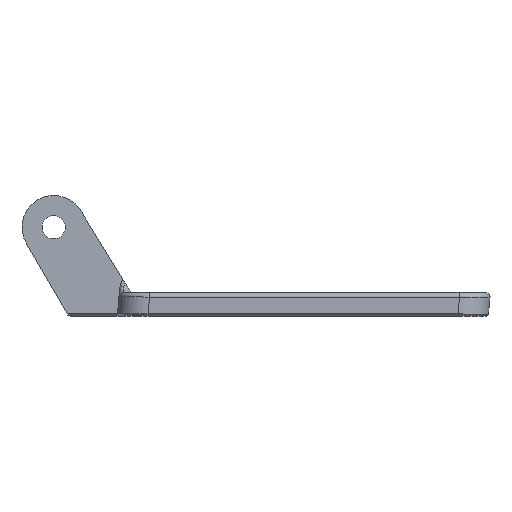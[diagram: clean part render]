
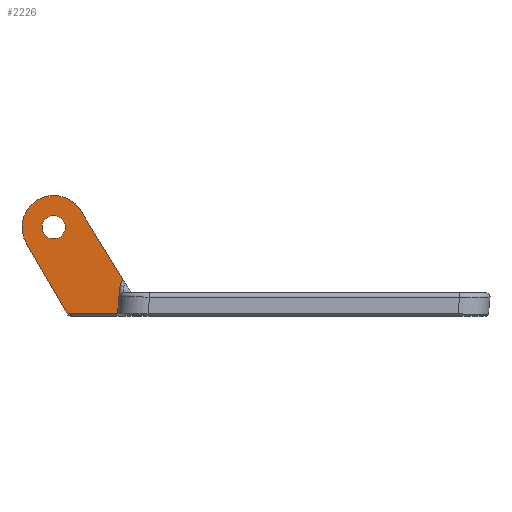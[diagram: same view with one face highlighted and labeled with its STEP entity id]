
A CAD part, left-side view. The second image highlights one B-rep face of the part: STEP entity #2226.
In plain terms, the highlighted planar face has unit normal (-1, 0, 0).
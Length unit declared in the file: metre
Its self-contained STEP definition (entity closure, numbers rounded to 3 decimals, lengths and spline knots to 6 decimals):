
#52=CIRCLE('',#2416,0.00275);
#53=CIRCLE('',#2417,0.0075);
#178=B_SPLINE_CURVE_WITH_KNOTS('',3,(#3665,#3666,#3667,#3668),
 .UNSPECIFIED.,.F.,.F.,(4,4),(0.,0.002225),
 .UNSPECIFIED.);
#478=ORIENTED_EDGE('',*,*,#1104,.F.);
#479=ORIENTED_EDGE('',*,*,#1031,.T.);
#480=ORIENTED_EDGE('',*,*,#1105,.T.);
#481=ORIENTED_EDGE('',*,*,#1106,.T.);
#482=ORIENTED_EDGE('',*,*,#1107,.T.);
#483=ORIENTED_EDGE('',*,*,#1108,.T.);
#484=ORIENTED_EDGE('',*,*,#1102,.T.);
#485=ORIENTED_EDGE('',*,*,#1109,.T.);
#486=ORIENTED_EDGE('',*,*,#1110,.T.);
#1031=EDGE_CURVE('',#1370,#1369,#1533,.T.);
#1102=EDGE_CURVE('',#1415,#1414,#1578,.T.);
#1104=EDGE_CURVE('',#1416,#1416,#52,.T.);
#1105=EDGE_CURVE('',#1369,#1417,#178,.T.);
#1106=EDGE_CURVE('',#1417,#1418,#1580,.T.);
#1107=EDGE_CURVE('',#1418,#1419,#1581,.T.);
#1108=EDGE_CURVE('',#1419,#1415,#53,.T.);
#1109=EDGE_CURVE('',#1414,#1420,#1582,.T.);
#1110=EDGE_CURVE('',#1420,#1370,#1583,.F.);
#1369=VERTEX_POINT('',#3429);
#1370=VERTEX_POINT('',#3431);
#1414=VERTEX_POINT('',#3658);
#1415=VERTEX_POINT('',#3660);
#1416=VERTEX_POINT('',#3664);
#1417=VERTEX_POINT('',#3669);
#1418=VERTEX_POINT('',#3671);
#1419=VERTEX_POINT('',#3673);
#1420=VERTEX_POINT('',#3676);
#1533=LINE('',#3430,#1719);
#1578=LINE('',#3659,#1764);
#1580=LINE('',#3670,#1766);
#1581=LINE('',#3672,#1767);
#1582=LINE('',#3675,#1768);
#1583=LINE('',#3677,#1769);
#1719=VECTOR('',#2654,1.);
#1764=VECTOR('',#2777,1.);
#1766=VECTOR('',#2783,1.);
#1767=VECTOR('',#2784,1.);
#1768=VECTOR('',#2787,1.);
#1769=VECTOR('',#2788,1.);
#1873=EDGE_LOOP('',(#478));
#1874=EDGE_LOOP('',(#479,#480,#481,#482,#483,#484,#485,#486));
#2021=FACE_BOUND('',#1873,.T.);
#2022=FACE_BOUND('',#1874,.T.);
#2148=PLANE('',#2415);
#2226=ADVANCED_FACE('',(#2021,#2022),#2148,.T.);
#2415=AXIS2_PLACEMENT_3D('',#3662,#2779,#2780);
#2416=AXIS2_PLACEMENT_3D('',#3663,#2781,#2782);
#2417=AXIS2_PLACEMENT_3D('',#3674,#2785,#2786);
#2654=DIRECTION('',(0.,-0.087,0.996));
#2777=DIRECTION('',(0.,-0.5,-0.866));
#2779=DIRECTION('',(-1.,0.,0.));
#2780=DIRECTION('',(0.,-1.,0.));
#2781=DIRECTION('',(-1.,0.,0.));
#2782=DIRECTION('',(0.,-1.,0.));
#2783=DIRECTION('',(0.,0.524,0.852));
#2784=DIRECTION('',(0.,1.,0.));
#2785=DIRECTION('',(-1.,0.,0.));
#2786=DIRECTION('',(0.,-1.,0.));
#2787=DIRECTION('',(0.,-1.,0.));
#2788=DIRECTION('',(0.,-0.676,-0.737));
#3429=CARTESIAN_POINT('',(0.014045,-0.012006,0.003022));
#3430=CARTESIAN_POINT('',(0.014045,-0.011666,-0.000865));
#3431=CARTESIAN_POINT('',(0.014045,-0.011478,-0.003013));
#3658=CARTESIAN_POINT('',(0.014045,0.000438,-0.003065));
#3659=CARTESIAN_POINT('',(0.014045,0.005116,0.005038));
#3660=CARTESIAN_POINT('',(0.014045,0.010141,0.013741));
#3662=CARTESIAN_POINT('',(0.014045,-0.003996,0.010663));
#3663=CARTESIAN_POINT('',(0.014045,0.003646,0.017491));
#3664=CARTESIAN_POINT('',(0.014045,0.000896,0.017491));
#3665=CARTESIAN_POINT('',(0.014045,-0.012006,0.003022));
#3666=CARTESIAN_POINT('',(0.014045,-0.012071,0.003773));
#3667=CARTESIAN_POINT('',(0.014045,-0.012403,0.004456));
#3668=CARTESIAN_POINT('',(0.014045,-0.012771,0.005107));
#3669=CARTESIAN_POINT('',(0.014045,-0.012771,0.005107));
#3670=CARTESIAN_POINT('',(0.014045,-0.008732,0.011677));
#3671=CARTESIAN_POINT('',(0.014045,-0.002795,0.021335));
#3672=CARTESIAN_POINT('',(0.014045,-0.002421,0.021335));
#3673=CARTESIAN_POINT('',(0.014045,-0.002794,0.021335));
#3674=CARTESIAN_POINT('',(0.014045,0.003646,0.017491));
#3675=CARTESIAN_POINT('',(0.014045,-0.003996,-0.003065));
#3676=CARTESIAN_POINT('',(0.014045,-0.011526,-0.003065));
#3677=CARTESIAN_POINT('',(0.014045,-0.011478,-0.003013));
